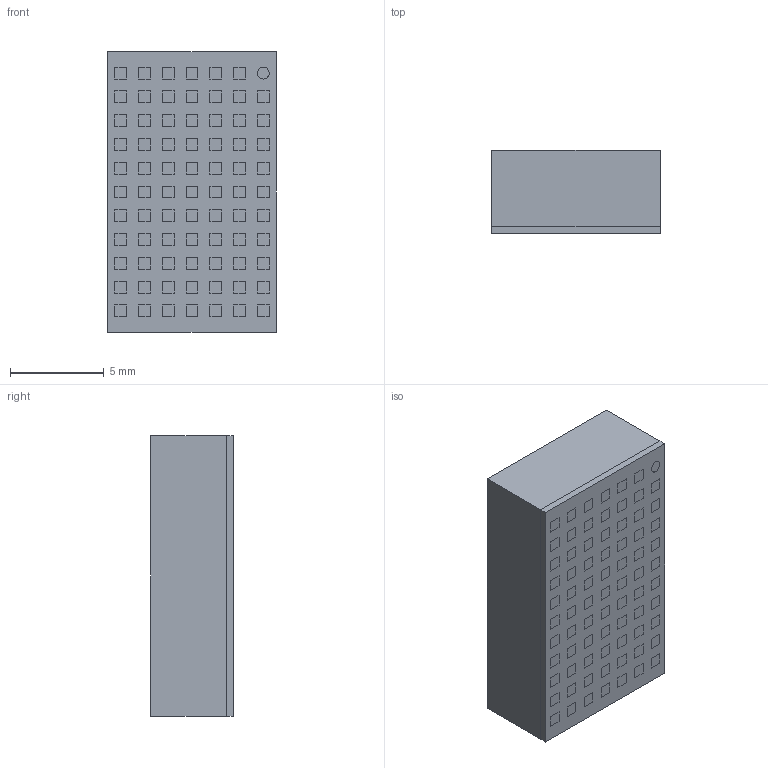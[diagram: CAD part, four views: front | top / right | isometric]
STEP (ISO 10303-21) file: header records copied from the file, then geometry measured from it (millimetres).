
FILE_DESCRIPTION (( 'STEP AP214' ), '1' );
FILE_NAME ('LTM8061EV-4.1#PBF.STEP', '2018-08-08T10:43:08', ( '' ), ( '' ), 'SwSTEP 2.0', 'SolidWorks 2017', '' );
FILE_SCHEMA (( 'AUTOMOTIVE_DESIGN' ));
Length unit declared in the file: millimetre
Products named in the file (1): LTM8061EV-4.1#PBF
Bounding box: 9 x 4.42 x 15 mm (x, y, z)
Volume: 596.7 mm3; surface area: 854.6 mm2
Topology: 80 solids, 80 shells, 862 faces, 1872 edges, 1248 vertices
Faces by surface type: plane 854, cylinder 8
Entity records: 28797 total; most frequent: CARTESIAN_POINT 3983, ORIENTED_EDGE 3744, DIRECTION 3614, EDGE_CURVE 1872, VECTOR 1856, LINE 1856, VERTEX_POINT 1248, EDGE_LOOP 940
